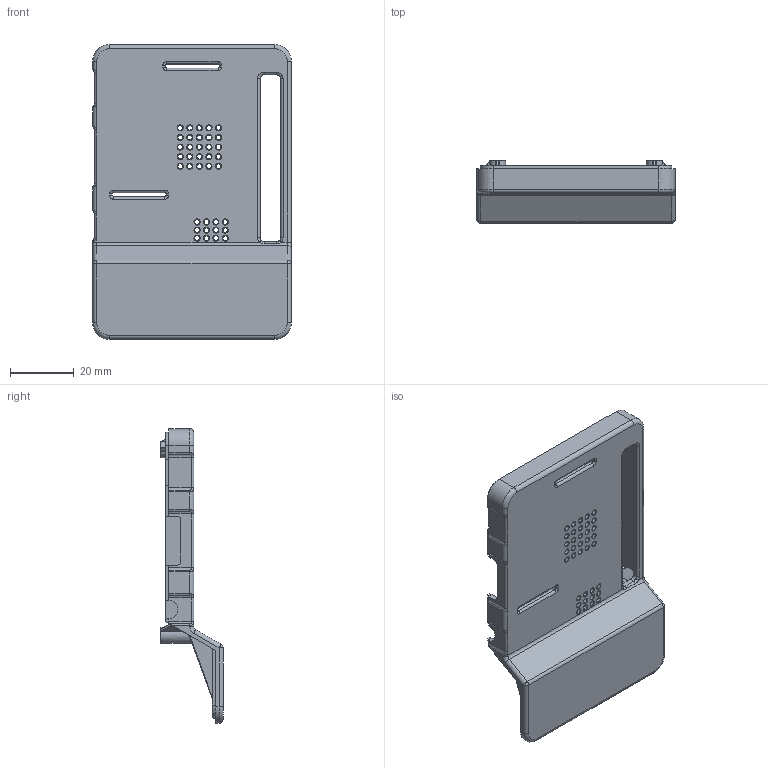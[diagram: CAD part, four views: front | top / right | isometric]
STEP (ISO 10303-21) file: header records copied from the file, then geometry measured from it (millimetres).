
FILE_DESCRIPTION (( 'STEP AP203' ), '1' );
FILE_NAME ('RPI B+ Case Top.STEP', '2017-06-26T17:58:00', ( '' ), ( '' ), 'SwSTEP 2.0', 'SolidWorks 2017', '' );
FILE_SCHEMA (( 'CONFIG_CONTROL_DESIGN' ));
Length unit declared in the file: inch
Products named in the file (1): RPI B+ Case Top
Bounding box: 62.06 x 19.43 x 92.08 mm (x, y, z)
Volume: 14613.1 mm3; surface area: 16278.1 mm2
Topology: 1 solids, 1 shells, 609 faces, 1516 edges, 880 vertices
Faces by surface type: cylinder 196, plane 119, torus 96, bspline 94, cone 78, sphere 26
Entity records: 19953 total; most frequent: CARTESIAN_POINT 6128, ORIENTED_EDGE 2960, DIRECTION 2883, EDGE_CURVE 1480, AXIS2_PLACEMENT_3D 1159, VERTEX_POINT 880, EDGE_LOOP 696, CIRCLE 643
